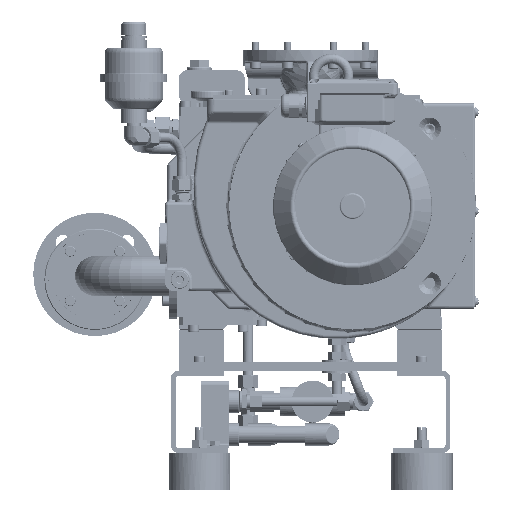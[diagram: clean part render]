
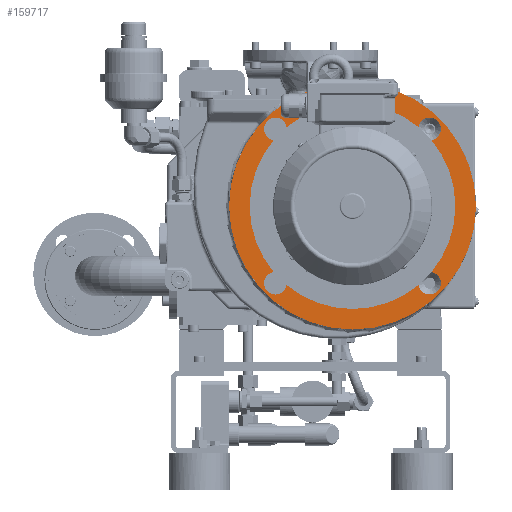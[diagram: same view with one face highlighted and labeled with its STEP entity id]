
A CAD part, left-side view. The second image highlights one B-rep face of the part: STEP entity #159717.
In plain terms, the highlighted planar face has unit normal (-1, 0, 0).
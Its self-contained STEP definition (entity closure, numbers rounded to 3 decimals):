
#33747=FACE_BOUND('',#48893,.T.);
#38786=FACE_OUTER_BOUND('',#48892,.T.);
#48892=EDGE_LOOP('',(#125273,#125274));
#48893=EDGE_LOOP('',(#125275,#125276,#125277,#125278,#125279,#125280,#125281,
#125282,#125283,#125284,#125285,#125286));
#58496=CIRCLE('',#173866,13.75);
#58498=CIRCLE('',#173868,13.75);
#58501=CIRCLE('',#173872,13.75);
#58503=CIRCLE('',#173874,13.75);
#58506=CIRCLE('',#173878,123.);
#58507=CIRCLE('',#173880,123.);
#58509=CIRCLE('',#173883,123.);
#58511=CIRCLE('',#173886,123.);
#58553=CIRCLE('',#173936,150.);
#58554=CIRCLE('',#173937,150.);
#58555=CIRCLE('',#173939,13.75);
#58556=CIRCLE('',#173940,13.75);
#58557=CIRCLE('',#173941,13.75);
#58558=CIRCLE('',#173942,13.75);
#69014=VERTEX_POINT('',#284929);
#69015=VERTEX_POINT('',#284931);
#69019=VERTEX_POINT('',#284944);
#69022=VERTEX_POINT('',#284957);
#69023=VERTEX_POINT('',#284959);
#69027=VERTEX_POINT('',#284972);
#69028=VERTEX_POINT('',#284985);
#69031=VERTEX_POINT('',#285001);
#69033=VERTEX_POINT('',#285009);
#69035=VERTEX_POINT('',#285020);
#69074=VERTEX_POINT('',#285123);
#69075=VERTEX_POINT('',#285125);
#69076=VERTEX_POINT('',#285129);
#69077=VERTEX_POINT('',#285132);
#88950=EDGE_CURVE('',#69014,#69015,#58496,.T.);
#88955=EDGE_CURVE('',#69019,#69014,#58498,.T.);
#88959=EDGE_CURVE('',#69022,#69023,#58501,.T.);
#88964=EDGE_CURVE('',#69027,#69022,#58503,.T.);
#88967=EDGE_CURVE('',#69019,#69023,#58506,.T.);
#88968=EDGE_CURVE('',#69028,#69015,#58507,.T.);
#88973=EDGE_CURVE('',#69033,#69031,#58509,.T.);
#88977=EDGE_CURVE('',#69027,#69035,#58511,.T.);
#89025=EDGE_CURVE('',#69074,#69075,#58553,.T.);
#89026=EDGE_CURVE('',#69075,#69074,#58554,.T.);
#89027=EDGE_CURVE('',#69076,#69035,#58555,.T.);
#89028=EDGE_CURVE('',#69033,#69076,#58556,.T.);
#89029=EDGE_CURVE('',#69077,#69031,#58557,.T.);
#89030=EDGE_CURVE('',#69028,#69077,#58558,.T.);
#125273=ORIENTED_EDGE('',*,*,#89026,.F.);
#125274=ORIENTED_EDGE('',*,*,#89025,.F.);
#125275=ORIENTED_EDGE('',*,*,#88955,.F.);
#125276=ORIENTED_EDGE('',*,*,#88967,.T.);
#125277=ORIENTED_EDGE('',*,*,#88959,.F.);
#125278=ORIENTED_EDGE('',*,*,#88964,.F.);
#125279=ORIENTED_EDGE('',*,*,#88977,.T.);
#125280=ORIENTED_EDGE('',*,*,#89027,.F.);
#125281=ORIENTED_EDGE('',*,*,#89028,.F.);
#125282=ORIENTED_EDGE('',*,*,#88973,.T.);
#125283=ORIENTED_EDGE('',*,*,#89029,.F.);
#125284=ORIENTED_EDGE('',*,*,#89030,.F.);
#125285=ORIENTED_EDGE('',*,*,#88968,.T.);
#125286=ORIENTED_EDGE('',*,*,#88950,.F.);
#153255=PLANE('',#173938);
#159717=ADVANCED_FACE('',(#38786,#33747),#153255,.T.);
#173866=AXIS2_PLACEMENT_3D('',#284932,#205103,#205104);
#173868=AXIS2_PLACEMENT_3D('',#284951,#205108,#205109);
#173872=AXIS2_PLACEMENT_3D('',#284960,#205117,#205118);
#173874=AXIS2_PLACEMENT_3D('',#284979,#205122,#205123);
#173878=AXIS2_PLACEMENT_3D('',#284983,#205130,#205131);
#173880=AXIS2_PLACEMENT_3D('',#284986,#205134,#205135);
#173883=AXIS2_PLACEMENT_3D('',#285010,#205140,#205141);
#173886=AXIS2_PLACEMENT_3D('',#285028,#205146,#205147);
#173936=AXIS2_PLACEMENT_3D('',#285126,#205251,#205252);
#173937=AXIS2_PLACEMENT_3D('',#285127,#205253,#205254);
#173938=AXIS2_PLACEMENT_3D('',#285128,#205255,#205256);
#173939=AXIS2_PLACEMENT_3D('',#285130,#205257,#205258);
#173940=AXIS2_PLACEMENT_3D('',#285131,#205259,#205260);
#173941=AXIS2_PLACEMENT_3D('',#285133,#205261,#205262);
#173942=AXIS2_PLACEMENT_3D('',#285134,#205263,#205264);
#205103=DIRECTION('center_axis',(-1.,0.,0.));
#205104=DIRECTION('ref_axis',(0.,0.,
1.));
#205108=DIRECTION('center_axis',(-1.,0.,0.));
#205109=DIRECTION('ref_axis',(0.,0.,
1.));
#205117=DIRECTION('center_axis',(-1.,0.,0.));
#205118=DIRECTION('ref_axis',(0.,0.,
1.));
#205122=DIRECTION('center_axis',(-1.,0.,0.));
#205123=DIRECTION('ref_axis',(0.,0.,
1.));
#205130=DIRECTION('center_axis',(1.,0.,0.));
#205131=DIRECTION('ref_axis',(0.,0.,
-1.));
#205134=DIRECTION('center_axis',(1.,0.,0.));
#205135=DIRECTION('ref_axis',(0.,0.,
-1.));
#205140=DIRECTION('center_axis',(1.,0.,0.));
#205141=DIRECTION('ref_axis',(0.,0.,
-1.));
#205146=DIRECTION('center_axis',(1.,0.,0.));
#205147=DIRECTION('ref_axis',(0.,0.,
-1.));
#205251=DIRECTION('center_axis',(1.,0.,0.));
#205252=DIRECTION('ref_axis',(0.,0.,
-1.));
#205253=DIRECTION('center_axis',(1.,0.,0.));
#205254=DIRECTION('ref_axis',(0.,0.,
-1.));
#205255=DIRECTION('center_axis',(-1.,0.,0.));
#205256=DIRECTION('ref_axis',(0.,0.,
1.));
#205257=DIRECTION('center_axis',(-1.,0.,0.));
#205258=DIRECTION('ref_axis',(0.,0.,
1.));
#205259=DIRECTION('center_axis',(-1.,0.,0.));
#205260=DIRECTION('ref_axis',(0.,0.,
1.));
#205261=DIRECTION('center_axis',(-1.,0.,0.));
#205262=DIRECTION('ref_axis',(0.,0.,
1.));
#205263=DIRECTION('center_axis',(-1.,0.,0.));
#205264=DIRECTION('ref_axis',(0.,0.,
1.));
#284929=CARTESIAN_POINT('',(-363.,42.692,79.942));
#284931=CARTESIAN_POINT('',(-363.,42.478,79.943));
#284932=CARTESIAN_POINT('Origin',(-363.,42.692,93.692));
#284944=CARTESIAN_POINT('',(-363.,28.943,93.478));
#284951=CARTESIAN_POINT('Origin',(-363.,42.692,93.692));
#284957=CARTESIAN_POINT('',(-363.,-144.692,79.942));
#284959=CARTESIAN_POINT('',(-363.,-130.943,93.478));
#284960=CARTESIAN_POINT('Origin',(-363.,-144.692,93.692));
#284972=CARTESIAN_POINT('',(-363.,-144.478,79.943));
#284979=CARTESIAN_POINT('Origin',(-363.,-144.692,93.692));
#284983=CARTESIAN_POINT('Origin',(-363.,-51.,0.));
#284985=CARTESIAN_POINT('',(-363.,42.478,-79.943));
#284986=CARTESIAN_POINT('Origin',(-363.,-51.,0.));
#285001=CARTESIAN_POINT('',(-363.,28.943,-93.478));
#285009=CARTESIAN_POINT('',(-363.,-130.943,-93.478));
#285010=CARTESIAN_POINT('Origin',(-363.,-51.,0.));
#285020=CARTESIAN_POINT('',(-363.,-144.478,-79.943));
#285028=CARTESIAN_POINT('Origin',(-363.,-51.,0.));
#285123=CARTESIAN_POINT('',(-363.,-51.,150.));
#285125=CARTESIAN_POINT('',(-363.,-51.,-150.));
#285126=CARTESIAN_POINT('Origin',(-363.,-51.,0.));
#285127=CARTESIAN_POINT('Origin',(-363.,-51.,0.));
#285128=CARTESIAN_POINT('Origin',(-363.,-51.,150.));
#285129=CARTESIAN_POINT('',(-363.,-144.692,-107.442));
#285130=CARTESIAN_POINT('Origin',(-363.,-144.692,-93.692));
#285131=CARTESIAN_POINT('Origin',(-363.,-144.692,-93.692));
#285132=CARTESIAN_POINT('',(-363.,42.692,-107.442));
#285133=CARTESIAN_POINT('Origin',(-363.,42.692,-93.692));
#285134=CARTESIAN_POINT('Origin',(-363.,42.692,-93.692));
